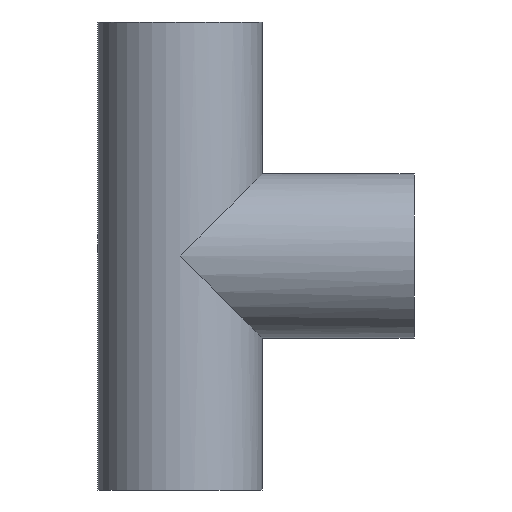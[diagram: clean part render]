
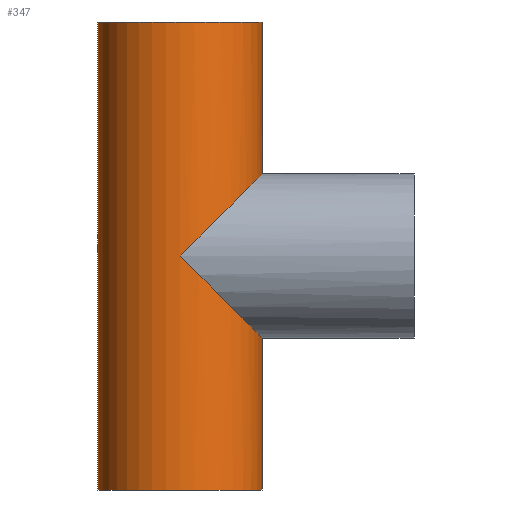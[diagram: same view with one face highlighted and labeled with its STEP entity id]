
A CAD part, front view. The second image highlights one B-rep face of the part: STEP entity #347.
In plain terms, the highlighted cylindrical face has radius 62.5 mm (diameter 125 mm), a partial arc.
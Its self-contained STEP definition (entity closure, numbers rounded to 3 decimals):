
#4 = EDGE_LOOP ( 'NONE', ( #212, #316, #391, #246, #36, #175, #314 ) ) ;
#6 = VERTEX_POINT ( 'NONE', #178 ) ;
#13 = EDGE_CURVE ( 'NONE', #186, #255, #360, .T. ) ;
#35 = CARTESIAN_POINT ( 'NONE',  ( 62.5, 0., 178. ) ) ;
#36 = ORIENTED_EDGE ( 'NONE', *, *, #375, .F. ) ;
#37 = CARTESIAN_POINT ( 'NONE',  ( -62.5, 0., 178. ) ) ;
#44 = CARTESIAN_POINT ( 'NONE',  ( 62.5, -36.612, -62.5 ) ) ;
#52 = CARTESIAN_POINT ( 'NONE',  ( -62.5, 0., -178. ) ) ;
#59 = VERTEX_POINT ( 'NONE', #113 ) ;
#67 = CARTESIAN_POINT ( 'NONE',  ( 0., -62.5, 0. ) ) ;
#70 = EDGE_CURVE ( 'NONE', #6, #186, #74, .T. ) ;
#74 = LINE ( 'NONE', #358, #448 ) ;
#82 = DIRECTION ( 'NONE',  ( 0., 0., 1. ) ) ;
#89 = CARTESIAN_POINT ( 'NONE',  ( 62.5, 0., 62.5 ) ) ;
#95 = CIRCLE ( 'NONE', #208, 62.5 ) ;
#104 = DIRECTION ( 'NONE',  ( -1., 0., 0. ) ) ;
#109 = LINE ( 'NONE', #35, #438 ) ;
#113 = CARTESIAN_POINT ( 'NONE',  ( 62.5, 0., -178. ) ) ;
#139 = CARTESIAN_POINT ( 'NONE',  ( 0., -62.5, 0. ) ) ;
#142 = VERTEX_POINT ( 'NONE', #52 ) ;
#146 = CARTESIAN_POINT ( 'NONE',  ( 62.5, 0., 62.5 ) ) ;
#149 = DIRECTION ( 'NONE',  ( 1., 0., 0. ) ) ;
#169 = CARTESIAN_POINT ( 'NONE',  ( 0., 0., -178. ) ) ;
#175 = ORIENTED_EDGE ( 'NONE', *, *, #396, .F. ) ;
#178 = CARTESIAN_POINT ( 'NONE',  ( 62.5, 0., 178. ) ) ;
#180 = AXIS2_PLACEMENT_3D ( 'NONE', #244, #318, #104 ) ;
#186 = VERTEX_POINT ( 'NONE', #89 ) ;
#205 = CARTESIAN_POINT ( 'NONE',  ( 62.5, 0., -62.5 ) ) ;
#208 = AXIS2_PLACEMENT_3D ( 'NONE', #442, #82, #149 ) ;
#212 = ORIENTED_EDGE ( 'NONE', *, *, #70, .F. ) ;
#217 = CIRCLE ( 'NONE', #353, 62.5 ) ;
#218 = EDGE_CURVE ( 'NONE', #355, #6, #95, .T. ) ;
#244 = CARTESIAN_POINT ( 'NONE',  ( 0., 0., 178. ) ) ;
#246 = ORIENTED_EDGE ( 'NONE', *, *, #250, .T. ) ;
#250 = EDGE_CURVE ( 'NONE', #142, #59, #217, .T. ) ;
#255 = VERTEX_POINT ( 'NONE', #67 ) ;
#259 = DIRECTION ( 'NONE',  ( 0., 0., 1. ) ) ;
#277 = CARTESIAN_POINT ( 'NONE',  ( 36.612, -62.5, 36.612 ) ) ;
#299 = CARTESIAN_POINT ( 'NONE',  ( 62.5, 0., -62.5 ) ) ;
#304 = CARTESIAN_POINT ( 'NONE',  ( 36.612, -62.5, -36.612 ) ) ;
#314 = ORIENTED_EDGE ( 'NONE', *, *, #13, .F. ) ;
#316 = ORIENTED_EDGE ( 'NONE', *, *, #218, .F. ) ;
#317 = DIRECTION ( 'NONE',  ( 0., 0., -1. ) ) ;
#318 = DIRECTION ( 'NONE',  ( 0., 0., -1. ) ) ;
#321 = DIRECTION ( 'NONE',  ( 0., 0., -1. ) ) ;
#324 =( BOUNDED_CURVE ( )  B_SPLINE_CURVE ( 3, ( #139, #304, #44, #205 ),
 .UNSPECIFIED., .F., .F. ) 
 B_SPLINE_CURVE_WITH_KNOTS ( ( 4, 4 ),
 ( 4.712, 6.283 ),
 .UNSPECIFIED. ) 
 CURVE ( )  GEOMETRIC_REPRESENTATION_ITEM ( )  RATIONAL_B_SPLINE_CURVE ( ( 1., 0.805, 0.805, 1. ) ) 
 REPRESENTATION_ITEM ( '' )  );
#332 = VERTEX_POINT ( 'NONE', #299 ) ;
#343 = FACE_OUTER_BOUND ( 'NONE', #4, .T. ) ;
#345 = DIRECTION ( 'NONE',  ( 0., 0., -1. ) ) ;
#347 = ADVANCED_FACE ( 'NONE', ( #343 ), #393, .T. ) ;
#350 = CARTESIAN_POINT ( 'NONE',  ( -62.5, 0., 178. ) ) ;
#352 = EDGE_CURVE ( 'NONE', #355, #142, #382, .T. ) ;
#353 = AXIS2_PLACEMENT_3D ( 'NONE', #169, #259, #408 ) ;
#354 = CARTESIAN_POINT ( 'NONE',  ( 62.5, -36.612, 62.5 ) ) ;
#355 = VERTEX_POINT ( 'NONE', #350 ) ;
#358 = CARTESIAN_POINT ( 'NONE',  ( 62.5, 0., 178. ) ) ;
#360 =( BOUNDED_CURVE ( )  B_SPLINE_CURVE ( 3, ( #146, #354, #277, #427 ),
 .UNSPECIFIED., .F., .F. ) 
 B_SPLINE_CURVE_WITH_KNOTS ( ( 4, 4 ),
 ( 3.142, 4.712 ),
 .UNSPECIFIED. ) 
 CURVE ( )  GEOMETRIC_REPRESENTATION_ITEM ( )  RATIONAL_B_SPLINE_CURVE ( ( 1., 0.805, 0.805, 1. ) ) 
 REPRESENTATION_ITEM ( '' )  );
#373 = VECTOR ( 'NONE', #321, 1000. ) ;
#375 = EDGE_CURVE ( 'NONE', #332, #59, #109, .T. ) ;
#382 = LINE ( 'NONE', #37, #373 ) ;
#391 = ORIENTED_EDGE ( 'NONE', *, *, #352, .T. ) ;
#393 = CYLINDRICAL_SURFACE ( 'NONE', #180, 62.5 ) ;
#396 = EDGE_CURVE ( 'NONE', #255, #332, #324, .T. ) ;
#408 = DIRECTION ( 'NONE',  ( 1., 0., 0. ) ) ;
#427 = CARTESIAN_POINT ( 'NONE',  ( 0., -62.5, 0. ) ) ;
#438 = VECTOR ( 'NONE', #345, 1000. ) ;
#442 = CARTESIAN_POINT ( 'NONE',  ( 0., 0., 178. ) ) ;
#448 = VECTOR ( 'NONE', #317, 1000. ) ;
